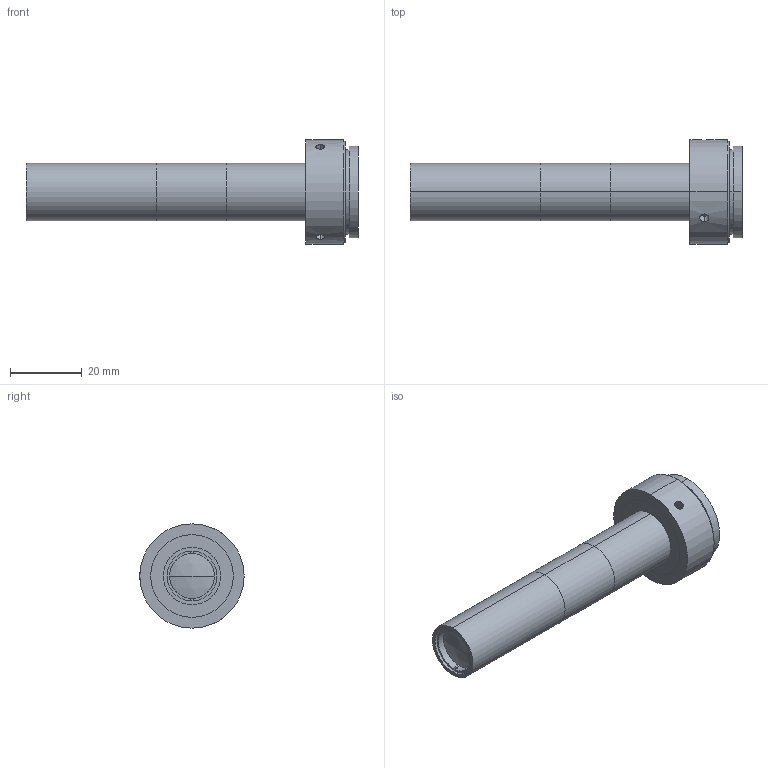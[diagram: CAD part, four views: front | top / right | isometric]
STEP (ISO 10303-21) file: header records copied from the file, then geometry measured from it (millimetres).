
FILE_DESCRIPTION (( 'STEP AP203' ), '1' );
FILE_NAME ('XF-T4X110.STEP', '2015-07-31T06:47:02', ( 'Lxtx999.CoM' ), ( 'Lxtx999.CoM' ), 'SwSTEP 2.0', 'SolidWorks 2014', '' );
FILE_SCHEMA (( 'CONFIG_CONTROL_DESIGN' ));
Length unit declared in the file: millimetre
Products named in the file (1): XF-T4X110
Bounding box: 92.35 x 29 x 29 mm (x, y, z)
Surface area: 8843.5 mm2 (no closed solid volume)
Topology: 0 solids, 7 shells, 57 faces, 140 edges, 95 vertices
Faces by surface type: cylinder 32, plane 19, cone 4, sphere 2
Entity records: 1999 total; most frequent: CARTESIAN_POINT 521, DIRECTION 320, ORIENTED_EDGE 248, EDGE_CURVE 140, AXIS2_PLACEMENT_3D 134, VERTEX_POINT 95, CIRCLE 76, EDGE_LOOP 74
